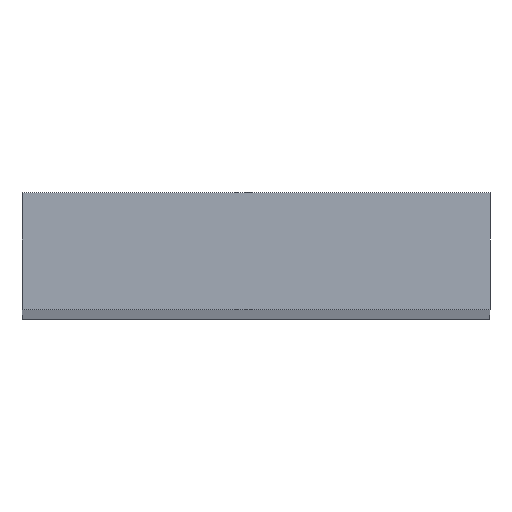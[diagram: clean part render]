
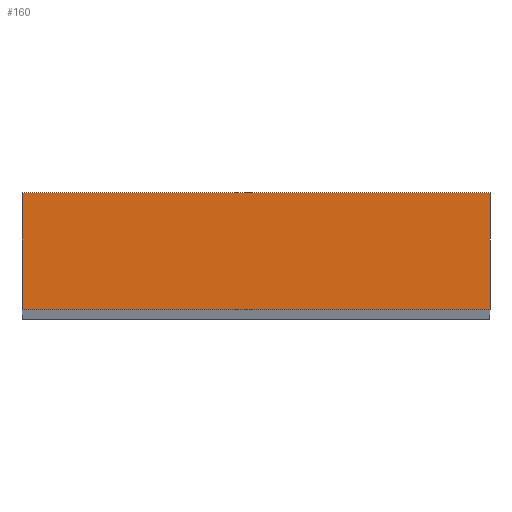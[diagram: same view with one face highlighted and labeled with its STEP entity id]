
A CAD part, top view. The second image highlights one B-rep face of the part: STEP entity #160.
In plain terms, the highlighted planar face has unit normal (0, 0, 1).
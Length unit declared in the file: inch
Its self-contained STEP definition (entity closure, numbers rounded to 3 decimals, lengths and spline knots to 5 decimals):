
#8 = VECTOR ( 'NONE', #89, 39.37008 ) ;
#9 = VECTOR ( 'NONE', #99, 39.37008 ) ;
#12 = VECTOR ( 'NONE', #96, 39.37008 ) ;
#13 = FACE_OUTER_BOUND ( 'NONE', #127, .T. ) ;
#14 = AXIS2_PLACEMENT_3D ( 'NONE', #95, #94, #93 ) ;
#15 = VECTOR ( 'NONE', #103, 39.37008 ) ;
#89 = DIRECTION ( 'NONE',  ( 0., -1., 0. ) ) ;
#90 = CARTESIAN_POINT ( 'NONE',  ( 0., 0.125, 0. ) ) ;
#91 = LINE ( 'NONE', #90, #8 ) ;
#93 = DIRECTION ( 'NONE',  ( -1., 0., 0. ) ) ;
#94 = DIRECTION ( 'NONE',  ( 0., 0., -1. ) ) ;
#95 = CARTESIAN_POINT ( 'NONE',  ( 0.5, 0.125, 0. ) ) ;
#96 = DIRECTION ( 'NONE',  ( 1., 0., 0. ) ) ;
#97 = CARTESIAN_POINT ( 'NONE',  ( 0.5, 0.125, 0. ) ) ;
#98 = LINE ( 'NONE', #97, #12 ) ;
#99 = DIRECTION ( 'NONE',  ( 0., -1., 0. ) ) ;
#100 = CARTESIAN_POINT ( 'NONE',  ( 0.5, 0.125, 0. ) ) ;
#101 = LINE ( 'NONE', #100, #9 ) ;
#102 = PLANE ( 'NONE',  #14 ) ;
#103 = DIRECTION ( 'NONE',  ( 1., 0., 0. ) ) ;
#104 = CARTESIAN_POINT ( 'NONE',  ( 0.5, 0., 0. ) ) ;
#105 = LINE ( 'NONE', #104, #15 ) ;
#106 = CARTESIAN_POINT ( 'NONE',  ( 0.5, 0., 0. ) ) ;
#107 = CARTESIAN_POINT ( 'NONE',  ( 0., 0.125, 0. ) ) ;
#108 = CARTESIAN_POINT ( 'NONE',  ( 0.5, 0.125, 0. ) ) ;
#111 = CARTESIAN_POINT ( 'NONE',  ( 0., 0., 0. ) ) ;
#119 = VERTEX_POINT ( 'NONE', #111 ) ;
#122 = VERTEX_POINT ( 'NONE', #108 ) ;
#123 = VERTEX_POINT ( 'NONE', #107 ) ;
#124 = VERTEX_POINT ( 'NONE', #106 ) ;
#127 = EDGE_LOOP ( 'NONE', ( #152, #150, #151, #149 ) ) ;
#149 = ORIENTED_EDGE ( 'NONE', *, *, #161, .T. ) ;
#150 = ORIENTED_EDGE ( 'NONE', *, *, #158, .F. ) ;
#151 = ORIENTED_EDGE ( 'NONE', *, *, #159, .F. ) ;
#152 = ORIENTED_EDGE ( 'NONE', *, *, #157, .T. ) ;
#157 = EDGE_CURVE ( 'NONE', #119, #124, #105, .T. ) ;
#158 = EDGE_CURVE ( 'NONE', #122, #124, #101, .T. ) ;
#159 = EDGE_CURVE ( 'NONE', #123, #122, #98, .T. ) ;
#160 = ADVANCED_FACE ( 'NONE', ( #13 ), #102, .F. ) ;
#161 = EDGE_CURVE ( 'NONE', #123, #119, #91, .T. ) ;
